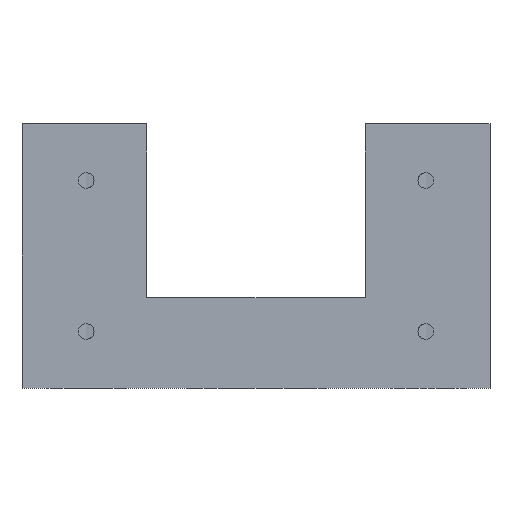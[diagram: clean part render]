
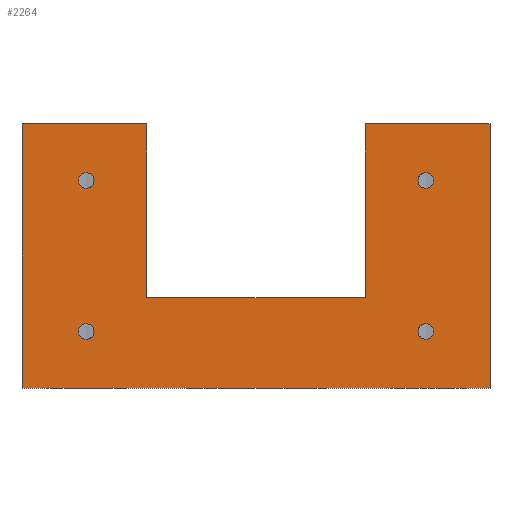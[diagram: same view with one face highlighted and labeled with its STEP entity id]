
A CAD part, front view. The second image highlights one B-rep face of the part: STEP entity #2264.
In plain terms, the highlighted planar face has unit normal (0, -1, 0).
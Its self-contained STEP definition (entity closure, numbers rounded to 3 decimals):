
#2 = EDGE_CURVE ( 'NONE', #144, #145, #325, .T. ) ;
#7 = EDGE_CURVE ( 'NONE', #124, #121, #324, .T. ) ;
#11 = EDGE_CURVE ( 'NONE', #2451, #2452, #331, .T. ) ;
#15 = EDGE_CURVE ( 'NONE', #138, #137, #336, .T. ) ;
#59 = EDGE_CURVE ( 'NONE', #177, #174, #398, .T. ) ;
#61 = EDGE_CURVE ( 'NONE', #188, #176, #404, .T. ) ;
#121 = VERTEX_POINT ( 'NONE', #992 ) ;
#124 = VERTEX_POINT ( 'NONE', #995 ) ;
#137 = VERTEX_POINT ( 'NONE', #1012 ) ;
#138 = VERTEX_POINT ( 'NONE', #1013 ) ;
#144 = VERTEX_POINT ( 'NONE', #1019 ) ;
#145 = VERTEX_POINT ( 'NONE', #1020 ) ;
#167 = VERTEX_POINT ( 'NONE', #1042 ) ;
#168 = VERTEX_POINT ( 'NONE', #1043 ) ;
#169 = VERTEX_POINT ( 'NONE', #1044 ) ;
#173 = VERTEX_POINT ( 'NONE', #1048 ) ;
#174 = VERTEX_POINT ( 'NONE', #1049 ) ;
#176 = VERTEX_POINT ( 'NONE', #1051 ) ;
#177 = VERTEX_POINT ( 'NONE', #1052 ) ;
#188 = VERTEX_POINT ( 'NONE', #1063 ) ;
#256 = EDGE_LOOP ( 'NONE', ( #2658, #2679 ) ) ;
#258 = EDGE_LOOP ( 'NONE', ( #2682, #2670 ) ) ;
#259 = EDGE_LOOP ( 'NONE', ( #2684, #2681 ) ) ;
#260 = EDGE_LOOP ( 'NONE', ( #2644, #2647, #2651, #2646, #2643, #2649, #2652, #2648 ) ) ;
#262 = EDGE_LOOP ( 'NONE', ( #2582, #2564 ) ) ;
#324 = CIRCLE ( 'NONE', #618, 2.1 ) ;
#325 = CIRCLE ( 'NONE', #617, 2.1 ) ;
#331 = CIRCLE ( 'NONE', #619, 2.1 ) ;
#336 = CIRCLE ( 'NONE', #620, 2.1 ) ;
#398 = LINE ( 'NONE', #983, #403 ) ;
#403 = VECTOR ( 'NONE', #991, 1000. ) ;
#404 = LINE ( 'NONE', #994, #407 ) ;
#407 = VECTOR ( 'NONE', #996, 1000. ) ;
#557 = FACE_BOUND ( 'NONE', #262, .T. ) ;
#617 = AXIS2_PLACEMENT_3D ( 'NONE', #2689, #2623, #2624 ) ;
#618 = AXIS2_PLACEMENT_3D ( 'NONE', #711, #712, #713 ) ;
#619 = AXIS2_PLACEMENT_3D ( 'NONE', #746, #747, #748 ) ;
#620 = AXIS2_PLACEMENT_3D ( 'NONE', #782, #783, #784 ) ;
#711 = CARTESIAN_POINT ( 'NONE',  ( 107., 0., 15. ) ) ;
#712 = DIRECTION ( 'NONE',  ( 0., -1., 0. ) ) ;
#713 = DIRECTION ( 'NONE',  ( 0., 0., -1. ) ) ;
#746 = CARTESIAN_POINT ( 'NONE',  ( 17., 0., 15. ) ) ;
#747 = DIRECTION ( 'NONE',  ( 0., -1., 0. ) ) ;
#748 = DIRECTION ( 'NONE',  ( 0., 0., -1. ) ) ;
#782 = CARTESIAN_POINT ( 'NONE',  ( 17., 0., 55. ) ) ;
#783 = DIRECTION ( 'NONE',  ( 0., -1., 0. ) ) ;
#784 = DIRECTION ( 'NONE',  ( 0., 0., -1. ) ) ;
#983 = CARTESIAN_POINT ( 'NONE',  ( 0., 0., 70. ) ) ;
#991 = DIRECTION ( 'NONE',  ( 1., 0., 0. ) ) ;
#992 = CARTESIAN_POINT ( 'NONE',  ( 107., 0., 12.9 ) ) ;
#994 = CARTESIAN_POINT ( 'NONE',  ( 0., 0., 70. ) ) ;
#995 = CARTESIAN_POINT ( 'NONE',  ( 107., 0., 17.1 ) ) ;
#996 = DIRECTION ( 'NONE',  ( 1., 0., 0. ) ) ;
#1012 = CARTESIAN_POINT ( 'NONE',  ( 17., 0., 52.9 ) ) ;
#1013 = CARTESIAN_POINT ( 'NONE',  ( 17., 0., 57.1 ) ) ;
#1019 = CARTESIAN_POINT ( 'NONE',  ( 107., 0., 57.1 ) ) ;
#1020 = CARTESIAN_POINT ( 'NONE',  ( 107., 0., 52.9 ) ) ;
#1042 = CARTESIAN_POINT ( 'NONE',  ( 91., 0., 24. ) ) ;
#1043 = CARTESIAN_POINT ( 'NONE',  ( 124., 0., 0. ) ) ;
#1044 = CARTESIAN_POINT ( 'NONE',  ( 0., 0., 0. ) ) ;
#1048 = CARTESIAN_POINT ( 'NONE',  ( 33., 0., 24. ) ) ;
#1049 = CARTESIAN_POINT ( 'NONE',  ( 124., 0., 70. ) ) ;
#1051 = CARTESIAN_POINT ( 'NONE',  ( 33., 0., 70. ) ) ;
#1052 = CARTESIAN_POINT ( 'NONE',  ( 91., 0., 70. ) ) ;
#1063 = CARTESIAN_POINT ( 'NONE',  ( 0., 0., 70. ) ) ;
#1460 = CARTESIAN_POINT ( 'NONE',  ( 0., 0., 70. ) ) ;
#1468 = DIRECTION ( 'NONE',  ( 0., 1., 0. ) ) ;
#1472 = PLANE ( 'NONE',  #1647 ) ;
#1475 = DIRECTION ( 'NONE',  ( 0., 0., 1. ) ) ;
#1620 = CARTESIAN_POINT ( 'NONE',  ( 17., 0., 17.1 ) ) ;
#1622 = CARTESIAN_POINT ( 'NONE',  ( 17., 0., 12.9 ) ) ;
#1647 = AXIS2_PLACEMENT_3D ( 'NONE', #1460, #1468, #1475 ) ;
#1704 = AXIS2_PLACEMENT_3D ( 'NONE', #1995, #1996, #1997 ) ;
#1705 = AXIS2_PLACEMENT_3D ( 'NONE', #1998, #1999, #2000 ) ;
#1706 = AXIS2_PLACEMENT_3D ( 'NONE', #2003, #2004, #2005 ) ;
#1707 = AXIS2_PLACEMENT_3D ( 'NONE', #2007, #2008, #2009 ) ;
#1737 = FACE_OUTER_BOUND ( 'NONE', #260, .T. ) ;
#1738 = FACE_BOUND ( 'NONE', #259, .T. ) ;
#1739 = FACE_BOUND ( 'NONE', #258, .T. ) ;
#1840 = LINE ( 'NONE', #1957, #1845 ) ;
#1844 = LINE ( 'NONE', #2006, #1869 ) ;
#1845 = VECTOR ( 'NONE', #1960, 1000. ) ;
#1855 = LINE ( 'NONE', #1985, #1857 ) ;
#1857 = VECTOR ( 'NONE', #1986, 1000. ) ;
#1858 = CIRCLE ( 'NONE', #1704, 2.1 ) ;
#1860 = CIRCLE ( 'NONE', #1705, 2.1 ) ;
#1861 = CIRCLE ( 'NONE', #1706, 2.1 ) ;
#1862 = CIRCLE ( 'NONE', #1707, 2.1 ) ;
#1863 = LINE ( 'NONE', #2001, #1865 ) ;
#1864 = LINE ( 'NONE', #2010, #1867 ) ;
#1865 = VECTOR ( 'NONE', #2002, 1000. ) ;
#1867 = VECTOR ( 'NONE', #2011, 1000. ) ;
#1868 = LINE ( 'NONE', #2013, #1871 ) ;
#1869 = VECTOR ( 'NONE', #2012, 1000. ) ;
#1871 = VECTOR ( 'NONE', #2014, 1000. ) ;
#1957 = CARTESIAN_POINT ( 'NONE',  ( 0., 0., 0. ) ) ;
#1960 = DIRECTION ( 'NONE',  ( 1., 0., 0. ) ) ;
#1985 = CARTESIAN_POINT ( 'NONE',  ( 0., 0., 70. ) ) ;
#1986 = DIRECTION ( 'NONE',  ( 0., 0., -1. ) ) ;
#1995 = CARTESIAN_POINT ( 'NONE',  ( 107., 0., 55. ) ) ;
#1996 = DIRECTION ( 'NONE',  ( 0., -1., 0. ) ) ;
#1997 = DIRECTION ( 'NONE',  ( 0., 0., -1. ) ) ;
#1998 = CARTESIAN_POINT ( 'NONE',  ( 107., 0., 15. ) ) ;
#1999 = DIRECTION ( 'NONE',  ( 0., -1., 0. ) ) ;
#2000 = DIRECTION ( 'NONE',  ( 0., 0., -1. ) ) ;
#2001 = CARTESIAN_POINT ( 'NONE',  ( 91., 0., -71.904 ) ) ;
#2002 = DIRECTION ( 'NONE',  ( 0., 0., 1. ) ) ;
#2003 = CARTESIAN_POINT ( 'NONE',  ( 17., 0., 15. ) ) ;
#2004 = DIRECTION ( 'NONE',  ( 0., -1., 0. ) ) ;
#2005 = DIRECTION ( 'NONE',  ( 0., 0., -1. ) ) ;
#2006 = CARTESIAN_POINT ( 'NONE',  ( 33., 0., -71.904 ) ) ;
#2007 = CARTESIAN_POINT ( 'NONE',  ( 17., 0., 55. ) ) ;
#2008 = DIRECTION ( 'NONE',  ( 0., -1., 0. ) ) ;
#2009 = DIRECTION ( 'NONE',  ( 0., 0., -1. ) ) ;
#2010 = CARTESIAN_POINT ( 'NONE',  ( 33., 0., 24. ) ) ;
#2011 = DIRECTION ( 'NONE',  ( 1., 0., 0. ) ) ;
#2012 = DIRECTION ( 'NONE',  ( 0., 0., 1. ) ) ;
#2013 = CARTESIAN_POINT ( 'NONE',  ( 124., 0., 70. ) ) ;
#2014 = DIRECTION ( 'NONE',  ( 0., 0., -1. ) ) ;
#2264 = ADVANCED_FACE ( 'NONE', ( #557, #1739, #2612, #1738, #1737 ), #1472, .F. ) ;
#2451 = VERTEX_POINT ( 'NONE', #1620 ) ;
#2452 = VERTEX_POINT ( 'NONE', #1622 ) ;
#2461 = EDGE_CURVE ( 'NONE', #169, #168, #1840, .T. ) ;
#2472 = EDGE_CURVE ( 'NONE', #188, #169, #1855, .T. ) ;
#2474 = EDGE_CURVE ( 'NONE', #145, #144, #1858, .T. ) ;
#2475 = EDGE_CURVE ( 'NONE', #121, #124, #1860, .T. ) ;
#2476 = EDGE_CURVE ( 'NONE', #2452, #2451, #1861, .T. ) ;
#2477 = EDGE_CURVE ( 'NONE', #137, #138, #1862, .T. ) ;
#2478 = EDGE_CURVE ( 'NONE', #167, #177, #1863, .T. ) ;
#2479 = EDGE_CURVE ( 'NONE', #173, #167, #1864, .T. ) ;
#2480 = EDGE_CURVE ( 'NONE', #173, #176, #1844, .T. ) ;
#2481 = EDGE_CURVE ( 'NONE', #174, #168, #1868, .T. ) ;
#2564 = ORIENTED_EDGE ( 'NONE', *, *, #2, .F. ) ;
#2582 = ORIENTED_EDGE ( 'NONE', *, *, #2474, .F. ) ;
#2612 = FACE_BOUND ( 'NONE', #256, .T. ) ;
#2623 = DIRECTION ( 'NONE',  ( 0., -1., 0. ) ) ;
#2624 = DIRECTION ( 'NONE',  ( 0., 0., -1. ) ) ;
#2643 = ORIENTED_EDGE ( 'NONE', *, *, #61, .F. ) ;
#2644 = ORIENTED_EDGE ( 'NONE', *, *, #59, .F. ) ;
#2646 = ORIENTED_EDGE ( 'NONE', *, *, #2480, .T. ) ;
#2647 = ORIENTED_EDGE ( 'NONE', *, *, #2478, .F. ) ;
#2648 = ORIENTED_EDGE ( 'NONE', *, *, #2481, .F. ) ;
#2649 = ORIENTED_EDGE ( 'NONE', *, *, #2472, .T. ) ;
#2651 = ORIENTED_EDGE ( 'NONE', *, *, #2479, .F. ) ;
#2652 = ORIENTED_EDGE ( 'NONE', *, *, #2461, .T. ) ;
#2658 = ORIENTED_EDGE ( 'NONE', *, *, #2476, .F. ) ;
#2670 = ORIENTED_EDGE ( 'NONE', *, *, #7, .F. ) ;
#2679 = ORIENTED_EDGE ( 'NONE', *, *, #11, .F. ) ;
#2681 = ORIENTED_EDGE ( 'NONE', *, *, #15, .F. ) ;
#2682 = ORIENTED_EDGE ( 'NONE', *, *, #2475, .F. ) ;
#2684 = ORIENTED_EDGE ( 'NONE', *, *, #2477, .F. ) ;
#2689 = CARTESIAN_POINT ( 'NONE',  ( 107., 0., 55. ) ) ;
